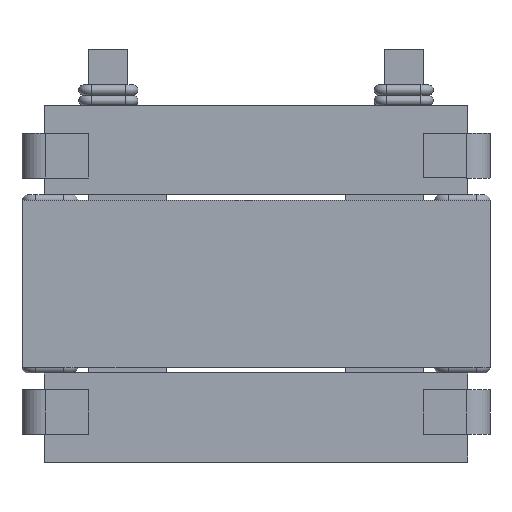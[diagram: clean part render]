
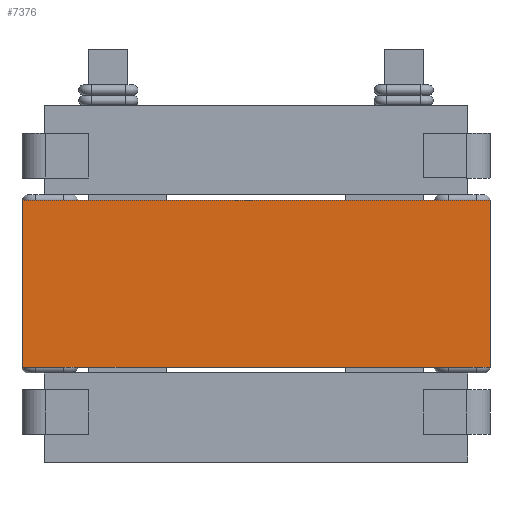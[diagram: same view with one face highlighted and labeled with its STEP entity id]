
A CAD part, front view. The second image highlights one B-rep face of the part: STEP entity #7376.
In plain terms, the highlighted planar face has unit normal (0, -1, 0).
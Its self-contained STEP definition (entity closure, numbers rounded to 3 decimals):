
#1070=ORIENTED_EDGE('',*,*,#2894,.T.);
#1071=ORIENTED_EDGE('',*,*,#2895,.F.);
#1072=ORIENTED_EDGE('',*,*,#2896,.F.);
#1073=ORIENTED_EDGE('',*,*,#2892,.T.);
#2892=EDGE_CURVE('',#3802,#3801,#4536,.T.);
#2894=EDGE_CURVE('',#3801,#3803,#4538,.T.);
#2895=EDGE_CURVE('',#3804,#3803,#4539,.T.);
#2896=EDGE_CURVE('',#3802,#3804,#4540,.T.);
#3801=VERTEX_POINT('',#14800);
#3802=VERTEX_POINT('',#14802);
#3803=VERTEX_POINT('',#14806);
#3804=VERTEX_POINT('',#14808);
#4536=LINE('',#14801,#4897);
#4538=LINE('',#14805,#4899);
#4539=LINE('',#14807,#4900);
#4540=LINE('',#14809,#4901);
#4897=VECTOR('',#12601,1000.);
#4899=VECTOR('',#12605,1000.);
#4900=VECTOR('',#12606,1000.);
#4901=VECTOR('',#12607,1000.);
#5245=EDGE_LOOP('',(#1070,#1071,#1072,#1073));
#6223=FACE_BOUND('',#5245,.T.);
#7201=PLANE('',#11657);
#7376=ADVANCED_FACE('',(#6223),#7201,.F.);
#11657=AXIS2_PLACEMENT_3D('',#14804,#12603,#12604);
#12601=DIRECTION('',(0.,0.,-1.));
#12603=DIRECTION('',(0.,1.,0.));
#12604=DIRECTION('',(1.,0.,0.));
#12605=DIRECTION('',(1.,0.,0.));
#12606=DIRECTION('',(0.,0.,-1.));
#12607=DIRECTION('',(1.,0.,0.));
#14800=CARTESIAN_POINT('',(-2.1,-1.5,-0.75));
#14801=CARTESIAN_POINT('',(-2.1,-1.5,0.75));
#14802=CARTESIAN_POINT('',(-2.1,-1.5,0.75));
#14804=CARTESIAN_POINT('',(2.1,-1.5,0.75));
#14805=CARTESIAN_POINT('',(2.1,-1.5,-0.75));
#14806=CARTESIAN_POINT('',(2.1,-1.5,-0.75));
#14807=CARTESIAN_POINT('',(2.1,-1.5,0.75));
#14808=CARTESIAN_POINT('',(2.1,-1.5,0.75));
#14809=CARTESIAN_POINT('',(2.1,-1.5,0.75));
